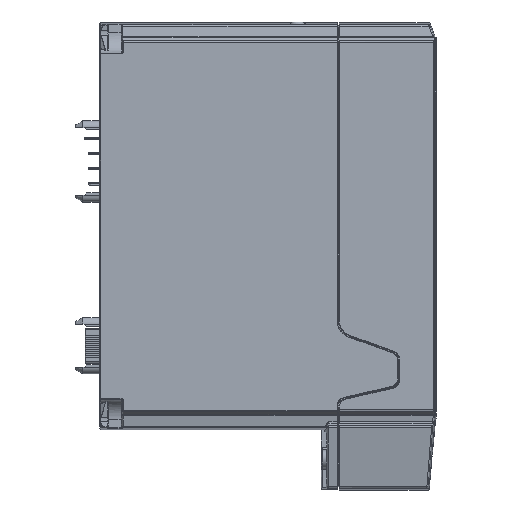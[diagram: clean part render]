
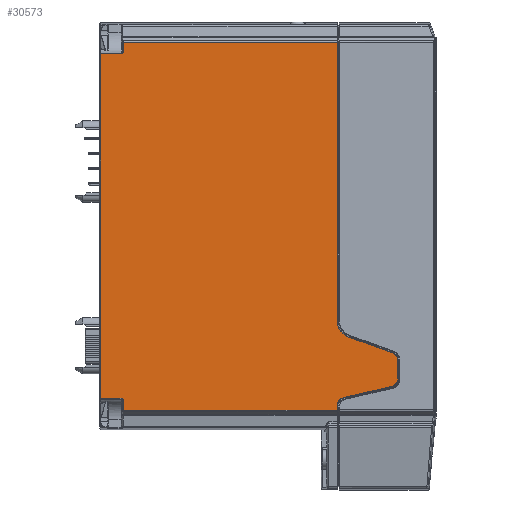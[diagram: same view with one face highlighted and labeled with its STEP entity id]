
A CAD part, top view. The second image highlights one B-rep face of the part: STEP entity #30573.
In plain terms, the highlighted planar face has unit normal (0, 0, 1).
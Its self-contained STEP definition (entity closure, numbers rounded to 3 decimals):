
#1485=CARTESIAN_POINT('',(-167.4,-186.53,0.));
#1509=CARTESIAN_POINT('',(-167.4,-15.47,0.));
#9457=DIRECTION('',(-1.,0.,0.));
#9458=VECTOR('',#9457,106.27);
#9459=CARTESIAN_POINT('',(-50.,-9.717,0.));
#9460=LINE('',#9459,#9458);
#9461=DIRECTION('',(0.,-1.,0.));
#9462=VECTOR('',#9461,138.681);
#9463=CARTESIAN_POINT('',(-50.,-9.717,0.));
#9464=LINE('',#9463,#9462);
#9465=CARTESIAN_POINT('',(-42.,-148.398,0.));
#9466=DIRECTION('',(0.,0.,-1.));
#9467=DIRECTION('',(-0.342,-0.94,0.));
#9468=AXIS2_PLACEMENT_3D('',#9465,#9466,#9467);
#9470=DIRECTION('',(-0.94,0.342,0.));
#9471=VECTOR('',#9470,23.523);
#9472=CARTESIAN_POINT('',(-22.632,-163.961,0.));
#9473=LINE('',#9472,#9471);
#9474=CARTESIAN_POINT('',(-24.,-167.72,0.));
#9475=DIRECTION('',(0.,0.,-1.));
#9476=DIRECTION('',(0.342,0.94,0.));
#9477=AXIS2_PLACEMENT_3D('',#9474,#9475,#9476);
#9479=DIRECTION('',(0.,1.,0.));
#9480=VECTOR('',#9479,9.017);
#9481=CARTESIAN_POINT('',(-20.,-176.737,0.));
#9482=LINE('',#9481,#9480);
#9483=CARTESIAN_POINT('',(-24.,-176.737,0.));
#9484=DIRECTION('',(0.,0.,-1.));
#9485=DIRECTION('',(1.,0.,0.));
#9486=AXIS2_PLACEMENT_3D('',#9483,#9484,#9485);
#9488=DIRECTION('',(0.974,0.225,0.));
#9489=VECTOR('',#9488,24.426);
#9490=CARTESIAN_POINT('',(-46.9,-186.129,0.));
#9491=LINE('',#9490,#9489);
#9492=CARTESIAN_POINT('',(-46.,-190.027,0.));
#9493=DIRECTION('',(0.,0.,-1.));
#9494=DIRECTION('',(-1.,0.,0.));
#9495=AXIS2_PLACEMENT_3D('',#9492,#9493,#9494);
#9497=DIRECTION('',(0.,1.,0.));
#9498=VECTOR('',#9497,2.462);
#9499=CARTESIAN_POINT('',(-50.,-192.488,0.));
#9500=LINE('',#9499,#9498);
#9501=DIRECTION('',(-1.,0.,0.));
#9502=VECTOR('',#9501,106.219);
#9503=CARTESIAN_POINT('',(-50.,-192.488,0.));
#9504=LINE('',#9503,#9502);
#9505=CARTESIAN_POINT('',(-156.219,-192.488,
0.));
#9506=CARTESIAN_POINT('',(-156.23,-192.469,
0.));
#9507=CARTESIAN_POINT('',(-156.248,-192.427,0.));
#9508=CARTESIAN_POINT('',(-156.266,-192.36,0.));
#9509=CARTESIAN_POINT('',(-156.27,-192.311,0.));
#9510=CARTESIAN_POINT('',(-156.27,-192.285,0.));
#9512=DIRECTION('',(0.,-1.,0.));
#9513=VECTOR('',#9512,5.153);
#9514=CARTESIAN_POINT('',(-156.27,-187.131,0.));
#9515=LINE('',#9514,#9513);
#9516=CARTESIAN_POINT('',(-156.448,-186.702,
0.));
#9517=CARTESIAN_POINT('',(-156.413,-186.737,
0.));
#9518=CARTESIAN_POINT('',(-156.352,-186.815,
0.));
#9519=CARTESIAN_POINT('',(-156.289,-186.954,
0.));
#9520=CARTESIAN_POINT('',(-156.27,-187.069,
0.));
#9521=CARTESIAN_POINT('',(-156.27,-187.131,0.));
#9523=CARTESIAN_POINT('',(-156.839,-186.53,
0.));
#9524=CARTESIAN_POINT('',(-156.837,-186.531,
0.));
#9525=CARTESIAN_POINT('',(-156.825,-186.531,
0.));
#9526=CARTESIAN_POINT('',(-156.783,-186.535,
0.));
#9527=CARTESIAN_POINT('',(-156.731,-186.544,
0.));
#9528=CARTESIAN_POINT('',(-156.675,-186.56,
0.));
#9529=CARTESIAN_POINT('',(-156.619,-186.583,
0.));
#9530=CARTESIAN_POINT('',(-156.563,-186.612,
0.));
#9531=CARTESIAN_POINT('',(-156.506,-186.65,
0.));
#9532=CARTESIAN_POINT('',(-156.467,-186.683,
0.));
#9533=CARTESIAN_POINT('',(-156.448,-186.702,
0.));
#9535=DIRECTION('',(-1.,0.,0.));
#9536=VECTOR('',#9535,10.561);
#9537=CARTESIAN_POINT('',(-156.839,-186.53,
0.));
#9538=LINE('',#9537,#9536);
#9539=DIRECTION('',(0.,-1.,0.));
#9540=VECTOR('',#9539,171.061);
#9541=CARTESIAN_POINT('',(-167.4,-15.47,0.));
#9542=LINE('',#9541,#9540);
#9543=DIRECTION('',(1.,0.,0.));
#9544=VECTOR('',#9543,10.533);
#9545=CARTESIAN_POINT('',(-167.4,-15.47,0.));
#9546=LINE('',#9545,#9544);
#9547=CARTESIAN_POINT('',(-156.27,-14.869,
0.));
#9548=CARTESIAN_POINT('',(-156.27,-14.921,
0.));
#9549=CARTESIAN_POINT('',(-156.283,-15.017,
0.));
#9550=CARTESIAN_POINT('',(-156.33,-15.142,
0.));
#9551=CARTESIAN_POINT('',(-156.395,-15.244,
0.));
#9552=CARTESIAN_POINT('',(-156.47,-15.322,
0.));
#9553=CARTESIAN_POINT('',(-156.547,-15.379,
0.));
#9554=CARTESIAN_POINT('',(-156.624,-15.42,
0.));
#9555=CARTESIAN_POINT('',(-156.703,-15.448,
0.));
#9556=CARTESIAN_POINT('',(-156.782,-15.465,
0.));
#9557=CARTESIAN_POINT('',(-156.838,-15.47,
0.));
#9558=CARTESIAN_POINT('',(-156.867,-15.47,
0.));
#9560=DIRECTION('',(0.,-1.,0.));
#9561=VECTOR('',#9560,5.152);
#9562=CARTESIAN_POINT('',(-156.27,-9.717,0.));
#9563=LINE('',#9562,#9561);
#14829=VERTEX_POINT('',#9547);
#14830=VERTEX_POINT('',#9558);
#14882=CARTESIAN_POINT('',(-156.27,-9.717,0.));
#14884=VERTEX_POINT('',#14882);
#14893=VERTEX_POINT('',#9516);
#14894=VERTEX_POINT('',#9521);
#14897=VERTEX_POINT('',#9523);
#14914=CARTESIAN_POINT('',(-156.27,-192.285,
0.));
#14915=VERTEX_POINT('',#14914);
#14916=VERTEX_POINT('',#9505);
#14951=CARTESIAN_POINT('',(-50.,-9.717,0.));
#14952=VERTEX_POINT('',#14951);
#14953=CARTESIAN_POINT('',(-50.,-192.488,0.));
#14954=VERTEX_POINT('',#14953);
#14985=VERTEX_POINT('',#1485);
#14989=VERTEX_POINT('',#1509);
#15402=CARTESIAN_POINT('',(-50.,-190.027,0.));
#15403=VERTEX_POINT('',#15402);
#15404=CARTESIAN_POINT('',(-46.9,-186.129,0.));
#15405=VERTEX_POINT('',#15404);
#15406=CARTESIAN_POINT('',(-23.1,-180.635,0.));
#15407=VERTEX_POINT('',#15406);
#15408=CARTESIAN_POINT('',(-20.,-176.737,0.));
#15409=VERTEX_POINT('',#15408);
#15410=CARTESIAN_POINT('',(-20.,-167.72,0.));
#15411=VERTEX_POINT('',#15410);
#15412=CARTESIAN_POINT('',(-22.632,-163.961,0.));
#15413=VERTEX_POINT('',#15412);
#15414=CARTESIAN_POINT('',(-44.736,-155.916,0.));
#15415=VERTEX_POINT('',#15414);
#15416=CARTESIAN_POINT('',(-50.,-148.398,0.));
#15417=VERTEX_POINT('',#15416);
#30532=CARTESIAN_POINT('',(0.,-9.203,0.));
#30533=DIRECTION('',(0.,0.,1.));
#30534=DIRECTION('',(0.,-1.,0.));
#30535=AXIS2_PLACEMENT_3D('',#30532,#30533,#30534);
#30536=PLANE('',#30535);
#30538=ORIENTED_EDGE('',*,*,#30537,.F.);
#30539=ORIENTED_EDGE('',*,*,#15784,.T.);
#30541=ORIENTED_EDGE('',*,*,#30540,.F.);
#30543=ORIENTED_EDGE('',*,*,#30542,.F.);
#30545=ORIENTED_EDGE('',*,*,#30544,.T.);
#30547=ORIENTED_EDGE('',*,*,#30546,.F.);
#30549=ORIENTED_EDGE('',*,*,#30548,.T.);
#30551=ORIENTED_EDGE('',*,*,#30550,.F.);
#30552=ORIENTED_EDGE('',*,*,#30523,.F.);
#30553=ORIENTED_EDGE('',*,*,#15856,.F.);
#30555=ORIENTED_EDGE('',*,*,#30554,.T.);
#30557=ORIENTED_EDGE('',*,*,#30556,.T.);
#30559=ORIENTED_EDGE('',*,*,#30558,.F.);
#30561=ORIENTED_EDGE('',*,*,#30560,.F.);
#30563=ORIENTED_EDGE('',*,*,#30562,.F.);
#30564=ORIENTED_EDGE('',*,*,#18069,.T.);
#30565=ORIENTED_EDGE('',*,*,#18090,.F.);
#30566=ORIENTED_EDGE('',*,*,#18122,.T.);
#30568=ORIENTED_EDGE('',*,*,#30567,.F.);
#30570=ORIENTED_EDGE('',*,*,#30569,.F.);
#30571=EDGE_LOOP('',(#30538,#30539,#30541,#30543,#30545,#30547,#30549,#30551,
#30552,#30553,#30555,#30557,#30559,#30561,#30563,#30564,#30565,#30566,#30568,
#30570));
#30572=FACE_OUTER_BOUND('',#30571,.F.);
#30573=ADVANCED_FACE('',(#30572),#30536,.T.);
#9469=CIRCLE('',#9468,8.);
#9478=CIRCLE('',#9477,4.);
#9487=CIRCLE('',#9486,4.);
#9496=CIRCLE('',#9495,4.);
#9511=B_SPLINE_CURVE_WITH_KNOTS('',3,(#9505,#9506,#9507,#9508,#9509,#9510),
.UNSPECIFIED.,.F.,.F.,(4,1,1,4),(0.,0.333,0.667,1.),
.UNSPECIFIED.);
#9522=B_SPLINE_CURVE_WITH_KNOTS('',3,(#9516,#9517,#9518,#9519,#9520,#9521),
.UNSPECIFIED.,.F.,.F.,(4,1,1,4),(0.,0.333,0.667,1.),
.UNSPECIFIED.);
#9534=B_SPLINE_CURVE_WITH_KNOTS('',3,(#9523,#9524,#9525,#9526,#9527,#9528,#9529,
#9530,#9531,#9532,#9533),.UNSPECIFIED.,.F.,.F.,(4,1,1,1,1,1,1,1,4),(0.,
0.125,0.25,0.375,0.5,0.625,0.75,0.875,1.),.UNSPECIFIED.);
#9559=B_SPLINE_CURVE_WITH_KNOTS('',3,(#9547,#9548,#9549,#9550,#9551,#9552,#9553,
#9554,#9555,#9556,#9557,#9558),.UNSPECIFIED.,.F.,.F.,(4,1,1,1,1,1,1,1,1,4),
(0.,0.111,0.222,0.333,0.444,
0.556,0.667,0.778,0.889,1.),
.UNSPECIFIED.);
#15784=EDGE_CURVE('',#14952,#15417,#9464,.T.);
#15856=EDGE_CURVE('',#14954,#15403,#9500,.T.);
#18069=EDGE_CURVE('',#14897,#14985,#9538,.T.);
#18090=EDGE_CURVE('',#14989,#14985,#9542,.T.);
#18122=EDGE_CURVE('',#14989,#14830,#9546,.T.);
#30523=EDGE_CURVE('',#15403,#15405,#9496,.T.);
#30537=EDGE_CURVE('',#14952,#14884,#9460,.T.);
#30540=EDGE_CURVE('',#15415,#15417,#9469,.T.);
#30542=EDGE_CURVE('',#15413,#15415,#9473,.T.);
#30544=EDGE_CURVE('',#15413,#15411,#9478,.T.);
#30546=EDGE_CURVE('',#15409,#15411,#9482,.T.);
#30548=EDGE_CURVE('',#15409,#15407,#9487,.T.);
#30550=EDGE_CURVE('',#15405,#15407,#9491,.T.);
#30554=EDGE_CURVE('',#14954,#14916,#9504,.T.);
#30556=EDGE_CURVE('',#14916,#14915,#9511,.T.);
#30558=EDGE_CURVE('',#14894,#14915,#9515,.T.);
#30560=EDGE_CURVE('',#14893,#14894,#9522,.T.);
#30562=EDGE_CURVE('',#14897,#14893,#9534,.T.);
#30567=EDGE_CURVE('',#14829,#14830,#9559,.T.);
#30569=EDGE_CURVE('',#14884,#14829,#9563,.T.);
